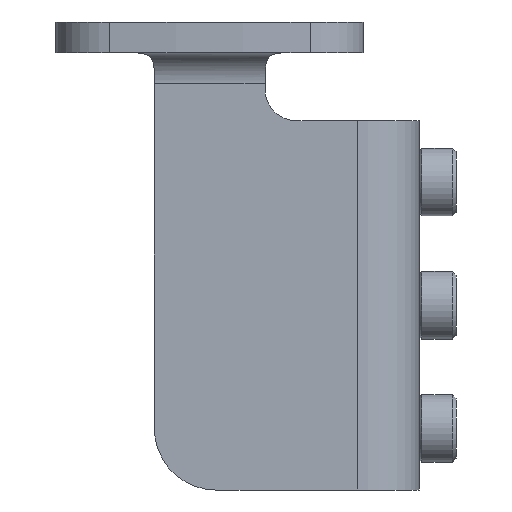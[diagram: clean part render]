
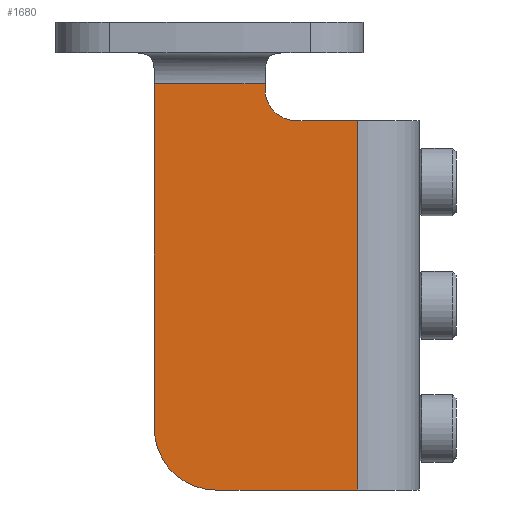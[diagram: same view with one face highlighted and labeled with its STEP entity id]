
A CAD part, left-side view. The second image highlights one B-rep face of the part: STEP entity #1680.
In plain terms, the highlighted planar face has unit normal (-1, 0, 0).
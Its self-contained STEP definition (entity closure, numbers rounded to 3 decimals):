
#82=PLANE('',#1851);
#154=CIRCLE('',#1852,2.5);
#155=CIRCLE('',#1853,5.);
#229=LINE('',#2614,#337);
#233=LINE('',#2709,#341);
#234=LINE('',#2714,#342);
#235=LINE('',#2715,#343);
#236=LINE('',#2719,#344);
#237=LINE('',#2721,#345);
#337=VECTOR('',#2043,1000.);
#341=VECTOR('',#2121,1000.);
#342=VECTOR('',#2124,1000.);
#343=VECTOR('',#2125,1000.);
#344=VECTOR('',#2128,1000.);
#345=VECTOR('',#2129,1000.);
#497=ORIENTED_EDGE('',*,*,#963,.T.);
#498=ORIENTED_EDGE('',*,*,#964,.T.);
#499=ORIENTED_EDGE('',*,*,#965,.T.);
#500=ORIENTED_EDGE('',*,*,#925,.F.);
#501=ORIENTED_EDGE('',*,*,#966,.T.);
#502=ORIENTED_EDGE('',*,*,#967,.F.);
#503=ORIENTED_EDGE('',*,*,#968,.T.);
#504=ORIENTED_EDGE('',*,*,#969,.F.);
#925=EDGE_CURVE('',#1160,#1161,#229,.T.);
#963=EDGE_CURVE('',#1194,#1195,#233,.T.);
#964=EDGE_CURVE('',#1195,#1196,#154,.T.);
#965=EDGE_CURVE('',#1196,#1161,#234,.T.);
#966=EDGE_CURVE('',#1160,#1197,#235,.T.);
#967=EDGE_CURVE('',#1198,#1197,#155,.T.);
#968=EDGE_CURVE('',#1198,#1199,#236,.T.);
#969=EDGE_CURVE('',#1194,#1199,#237,.T.);
#1160=VERTEX_POINT('',#2613);
#1161=VERTEX_POINT('',#2615);
#1194=VERTEX_POINT('',#2710);
#1195=VERTEX_POINT('',#2711);
#1196=VERTEX_POINT('',#2713);
#1197=VERTEX_POINT('',#2716);
#1198=VERTEX_POINT('',#2718);
#1199=VERTEX_POINT('',#2720);
#1350=EDGE_LOOP('',(#497,#498,#499,#500,#501,#502,#503,#504));
#1498=FACE_BOUND('',#1350,.T.);
#1680=ADVANCED_FACE('',(#1498),#82,.F.);
#1851=AXIS2_PLACEMENT_3D('',#2708,#2119,#2120);
#1852=AXIS2_PLACEMENT_3D('',#2712,#2122,#2123);
#1853=AXIS2_PLACEMENT_3D('',#2717,#2126,#2127);
#2043=DIRECTION('',(0.,-1.,0.));
#2119=DIRECTION('',(1.,0.,0.));
#2120=DIRECTION('',(0.,0.,-1.));
#2121=DIRECTION('',(0.,1.,0.));
#2122=DIRECTION('',(1.,0.,0.));
#2123=DIRECTION('',(0.,0.,-1.));
#2124=DIRECTION('',(0.,0.,1.));
#2125=DIRECTION('',(0.,0.,-1.));
#2126=DIRECTION('',(1.,0.,0.));
#2127=DIRECTION('',(0.,0.,-1.));
#2128=DIRECTION('',(0.,-1.,0.));
#2129=DIRECTION('',(0.,0.,-1.));
#2613=CARTESIAN_POINT('',(-17.5,21.5,33.));
#2614=CARTESIAN_POINT('',(-17.5,21.5,33.));
#2615=CARTESIAN_POINT('',(-17.5,12.5,33.));
#2708=CARTESIAN_POINT('',(-17.5,21.5,33.));
#2709=CARTESIAN_POINT('',(-17.5,0.,30.));
#2710=CARTESIAN_POINT('',(-17.5,5.,30.));
#2711=CARTESIAN_POINT('',(-17.5,10.,30.));
#2712=CARTESIAN_POINT('',(-17.5,10.,32.5));
#2713=CARTESIAN_POINT('',(-17.5,12.5,32.5));
#2714=CARTESIAN_POINT('',(-17.5,12.5,32.5));
#2715=CARTESIAN_POINT('',(-17.5,21.5,33.));
#2716=CARTESIAN_POINT('',(-17.5,21.5,5.));
#2717=CARTESIAN_POINT('',(-17.5,16.5,5.));
#2718=CARTESIAN_POINT('',(-17.5,16.5,0.));
#2719=CARTESIAN_POINT('',(-17.5,21.5,0.));
#2720=CARTESIAN_POINT('',(-17.5,5.,0.));
#2721=CARTESIAN_POINT('',(-17.5,5.,33.));
